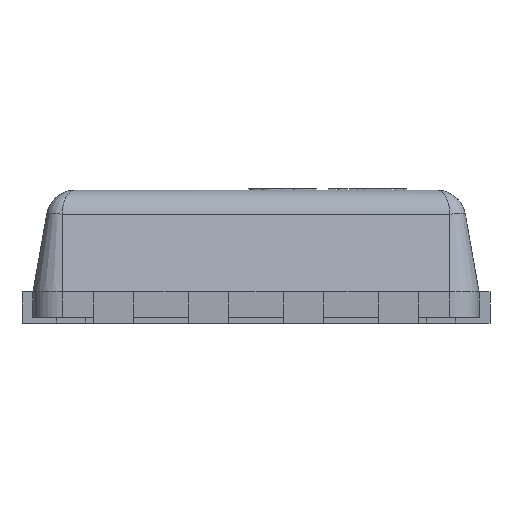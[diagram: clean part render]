
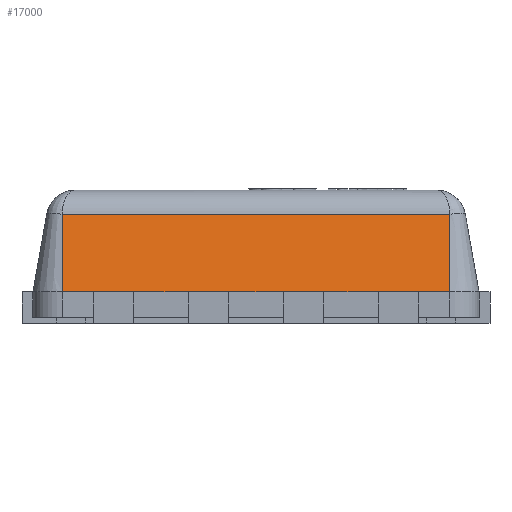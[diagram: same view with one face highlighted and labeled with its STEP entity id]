
A CAD part, front view. The second image highlights one B-rep face of the part: STEP entity #17000.
In plain terms, the highlighted planar face has unit normal (0, -0.985, 0.174).
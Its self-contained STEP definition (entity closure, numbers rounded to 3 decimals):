
#2 = ORIENTED_EDGE ( 'NONE', *, *, #11132, .T. ) ;
#117 = AXIS2_PLACEMENT_3D ( 'NONE', #3476, #16314, #5098 ) ;
#266 = DIRECTION ( 'NONE',  ( 1., 0., 0. ) ) ;
#350 = PLANE ( 'NONE',  #117 ) ;
#393 = EDGE_CURVE ( 'NONE', #5354, #2034, #6273, .T. ) ;
#415 = VERTEX_POINT ( 'NONE', #4015 ) ;
#920 = VECTOR ( 'NONE', #3535, 1000. ) ;
#973 = VERTEX_POINT ( 'NONE', #7661 ) ;
#998 = EDGE_CURVE ( 'NONE', #3381, #973, #14388, .T. ) ;
#1018 = VECTOR ( 'NONE', #8597, 1000. ) ;
#1675 = DIRECTION ( 'NONE',  ( 1., 0., 0. ) ) ;
#1783 = ORIENTED_EDGE ( 'NONE', *, *, #20087, .T. ) ;
#1997 = CARTESIAN_POINT ( 'NONE',  ( -3.275, -1.52, 0.175 ) ) ;
#2034 = VERTEX_POINT ( 'NONE', #8416 ) ;
#2282 = LINE ( 'NONE', #11288, #13600 ) ;
#3017 = VECTOR ( 'NONE', #19969, 1000. ) ;
#3381 = VERTEX_POINT ( 'NONE', #5566 ) ;
#3446 = ORIENTED_EDGE ( 'NONE', *, *, #17738, .T. ) ;
#3476 = CARTESIAN_POINT ( 'NONE',  ( -1.325, -1.52, 0.175 ) ) ;
#3485 = CARTESIAN_POINT ( 'NONE',  ( -1.325, -1.52, 0.175 ) ) ;
#3535 = DIRECTION ( 'NONE',  ( 1., 0., 0. ) ) ;
#3616 = DIRECTION ( 'NONE',  ( 1., 0., 0. ) ) ;
#3759 = VERTEX_POINT ( 'NONE', #17675 ) ;
#4010 = VERTEX_POINT ( 'NONE', #14805 ) ;
#4015 = CARTESIAN_POINT ( 'NONE',  ( 0.188, -1.52, 0.175 ) ) ;
#4099 = EDGE_LOOP ( 'NONE', ( #15206, #3446, #2, #1783, #11626, #14153, #6685, #17326, #7637, #7478, #11090, #19348 ) ) ;
#4156 = EDGE_CURVE ( 'NONE', #3759, #3381, #10973, .T. ) ;
#4897 = CARTESIAN_POINT ( 'NONE',  ( -1.325, -1.52, 0.175 ) ) ;
#5029 = LINE ( 'NONE', #19006, #5396 ) ;
#5098 = DIRECTION ( 'NONE',  ( 0., -0.174, -0.985 ) ) ;
#5354 = VERTEX_POINT ( 'NONE', #16051 ) ;
#5396 = VECTOR ( 'NONE', #8115, 1000. ) ;
#5465 = CARTESIAN_POINT ( 'NONE',  ( 1.325, -1.52, 0.175 ) ) ;
#5566 = CARTESIAN_POINT ( 'NONE',  ( 0.838, -1.52, 0.175 ) ) ;
#6273 = LINE ( 'NONE', #1997, #11391 ) ;
#6631 = EDGE_CURVE ( 'NONE', #17741, #415, #11330, .T. ) ;
#6685 = ORIENTED_EDGE ( 'NONE', *, *, #15883, .T. ) ;
#7262 = CARTESIAN_POINT ( 'NONE',  ( -1.325, -1.427, 0.705 ) ) ;
#7284 = VERTEX_POINT ( 'NONE', #17384 ) ;
#7466 = VECTOR ( 'NONE', #7967, 1000. ) ;
#7478 = ORIENTED_EDGE ( 'NONE', *, *, #4156, .T. ) ;
#7637 = ORIENTED_EDGE ( 'NONE', *, *, #14107, .T. ) ;
#7661 = CARTESIAN_POINT ( 'NONE',  ( 1.112, -1.52, 0.175 ) ) ;
#7898 = VERTEX_POINT ( 'NONE', #14458 ) ;
#7967 = DIRECTION ( 'NONE',  ( 1., 0., 0. ) ) ;
#8115 = DIRECTION ( 'NONE',  ( 1., 0., 0. ) ) ;
#8416 = CARTESIAN_POINT ( 'NONE',  ( -0.837, -1.52, 0.175 ) ) ;
#8593 = VERTEX_POINT ( 'NONE', #9305 ) ;
#8597 = DIRECTION ( 'NONE',  ( 1., 0., 0. ) ) ;
#9263 = DIRECTION ( 'NONE',  ( 1., 0., 0. ) ) ;
#9305 = CARTESIAN_POINT ( 'NONE',  ( -1.325, -1.52, 0.175 ) ) ;
#9731 = VECTOR ( 'NONE', #9263, 1000. ) ;
#10356 = CARTESIAN_POINT ( 'NONE',  ( -1.325, -1.52, 0.175 ) ) ;
#10973 = LINE ( 'NONE', #4897, #7466 ) ;
#11090 = ORIENTED_EDGE ( 'NONE', *, *, #998, .T. ) ;
#11132 = EDGE_CURVE ( 'NONE', #17719, #8593, #13743, .T. ) ;
#11217 = LINE ( 'NONE', #19101, #15586 ) ;
#11288 = CARTESIAN_POINT ( 'NONE',  ( -2.625, -1.52, 0.175 ) ) ;
#11330 = LINE ( 'NONE', #20356, #920 ) ;
#11391 = VECTOR ( 'NONE', #1675, 1000. ) ;
#11594 = LINE ( 'NONE', #10356, #1018 ) ;
#11626 = ORIENTED_EDGE ( 'NONE', *, *, #393, .T. ) ;
#11950 = DIRECTION ( 'NONE',  ( 0., -0.174, -0.985 ) ) ;
#12133 = DIRECTION ( 'NONE',  ( -1., 0., 0. ) ) ;
#13342 = FACE_OUTER_BOUND ( 'NONE', #4099, .T. ) ;
#13571 = LINE ( 'NONE', #20010, #16264 ) ;
#13600 = VECTOR ( 'NONE', #14795, 1000. ) ;
#13743 = LINE ( 'NONE', #16696, #3017 ) ;
#13986 = CARTESIAN_POINT ( 'NONE',  ( -0.188, -1.52, 0.175 ) ) ;
#14107 = EDGE_CURVE ( 'NONE', #415, #3759, #5029, .T. ) ;
#14153 = ORIENTED_EDGE ( 'NONE', *, *, #17348, .T. ) ;
#14388 = LINE ( 'NONE', #3485, #17976 ) ;
#14458 = CARTESIAN_POINT ( 'NONE',  ( -0.462, -1.52, 0.175 ) ) ;
#14795 = DIRECTION ( 'NONE',  ( 1., 0., 0. ) ) ;
#14805 = CARTESIAN_POINT ( 'NONE',  ( 1.325, -1.427, 0.705 ) ) ;
#15206 = ORIENTED_EDGE ( 'NONE', *, *, #18836, .F. ) ;
#15525 = CARTESIAN_POINT ( 'NONE',  ( -1.325, -1.52, 0.175 ) ) ;
#15586 = VECTOR ( 'NONE', #3616, 1000. ) ;
#15883 = EDGE_CURVE ( 'NONE', #7898, #17741, #2282, .T. ) ;
#16051 = CARTESIAN_POINT ( 'NONE',  ( -1.112, -1.52, 0.175 ) ) ;
#16264 = VECTOR ( 'NONE', #12133, 1000. ) ;
#16314 = DIRECTION ( 'NONE',  ( 0., -0.985, 0.174 ) ) ;
#16696 = CARTESIAN_POINT ( 'NONE',  ( -1.325, -1.52, 0.175 ) ) ;
#17000 = ADVANCED_FACE ( 'NONE', ( #13342 ), #350, .T. ) ;
#17326 = ORIENTED_EDGE ( 'NONE', *, *, #6631, .T. ) ;
#17348 = EDGE_CURVE ( 'NONE', #2034, #7898, #11217, .T. ) ;
#17384 = CARTESIAN_POINT ( 'NONE',  ( 1.325, -1.52, 0.175 ) ) ;
#17675 = CARTESIAN_POINT ( 'NONE',  ( 0.462, -1.52, 0.175 ) ) ;
#17719 = VERTEX_POINT ( 'NONE', #7262 ) ;
#17738 = EDGE_CURVE ( 'NONE', #4010, #17719, #13571, .T. ) ;
#17741 = VERTEX_POINT ( 'NONE', #13986 ) ;
#17976 = VECTOR ( 'NONE', #266, 1000. ) ;
#18138 = EDGE_CURVE ( 'NONE', #973, #7284, #20336, .T. ) ;
#18836 = EDGE_CURVE ( 'NONE', #4010, #7284, #19831, .T. ) ;
#19006 = CARTESIAN_POINT ( 'NONE',  ( -1.975, -1.52, 0.175 ) ) ;
#19101 = CARTESIAN_POINT ( 'NONE',  ( -1.325, -1.52, 0.175 ) ) ;
#19229 = VECTOR ( 'NONE', #11950, 1000. ) ;
#19348 = ORIENTED_EDGE ( 'NONE', *, *, #18138, .T. ) ;
#19831 = LINE ( 'NONE', #5465, #19229 ) ;
#19969 = DIRECTION ( 'NONE',  ( 0., -0.174, -0.985 ) ) ;
#20010 = CARTESIAN_POINT ( 'NONE',  ( -1.325, -1.427, 0.705 ) ) ;
#20087 = EDGE_CURVE ( 'NONE', #8593, #5354, #11594, .T. ) ;
#20336 = LINE ( 'NONE', #15525, #9731 ) ;
#20356 = CARTESIAN_POINT ( 'NONE',  ( -1.325, -1.52, 0.175 ) ) ;
